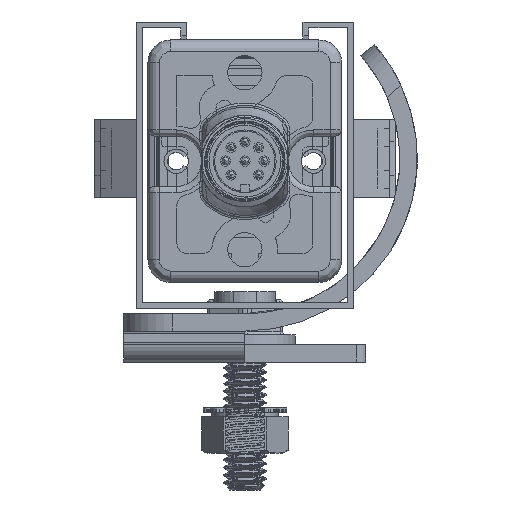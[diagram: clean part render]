
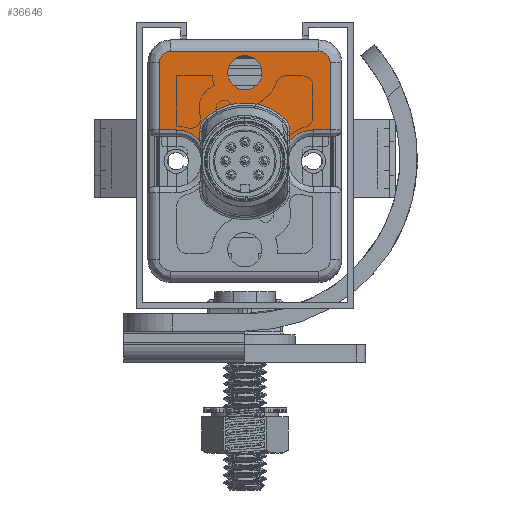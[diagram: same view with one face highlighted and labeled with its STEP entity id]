
A CAD part, front view. The second image highlights one B-rep face of the part: STEP entity #36646.
In plain terms, the highlighted planar face has unit normal (0, -1, 0).
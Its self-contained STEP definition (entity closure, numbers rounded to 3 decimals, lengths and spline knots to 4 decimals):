
#8523=CARTESIAN_POINT('',(0.1417,-55.2756,
0.7818));
#8524=DIRECTION('',(0.,1.,0.));
#8525=DIRECTION('',(0.673,0.,0.74));
#8526=AXIS2_PLACEMENT_3D('',#8523,#8524,#8525);
#8528=CARTESIAN_POINT('',(0.,-55.2756,0.626));
#8529=DIRECTION('',(0.,1.,0.));
#8530=DIRECTION('',(-0.673,0.,0.74));
#8531=AXIS2_PLACEMENT_3D('',#8528,#8529,#8530);
#8533=CARTESIAN_POINT('',(-0.1417,-55.2756,
0.7818));
#8534=DIRECTION('',(0.,1.,0.));
#8535=DIRECTION('',(-1.,0.,0.));
#8536=AXIS2_PLACEMENT_3D('',#8533,#8534,#8535);
#8538=DIRECTION('',(0.,0.,1.));
#8539=VECTOR('',#8538,0.0502);
#8540=CARTESIAN_POINT('',(-0.2323,-55.2756,
0.7316));
#8541=LINE('',#8540,#8539);
#8542=CARTESIAN_POINT('',(-0.3543,-55.2756,
0.626));
#8543=DIRECTION('',(0.,1.,0.));
#8544=DIRECTION('',(0.,0.,1.));
#8545=AXIS2_PLACEMENT_3D('',#8542,#8543,#8544);
#8547=DIRECTION('',(1.,0.,0.));
#8548=VECTOR('',#8547,0.0866);
#8549=CARTESIAN_POINT('',(-0.4409,-55.2756,
0.7874));
#8550=LINE('',#8549,#8548);
#8551=DIRECTION('',(0.,0.,-1.));
#8552=VECTOR('',#8551,0.3465);
#8553=CARTESIAN_POINT('',(-0.4409,-55.2756,
1.1339));
#8554=LINE('',#8553,#8552);
#8555=CARTESIAN_POINT('',(-0.3819,-55.2756,
1.1339));
#8556=DIRECTION('',(0.,-1.,0.));
#8557=DIRECTION('',(0.,0.,1.));
#8558=AXIS2_PLACEMENT_3D('',#8555,#8556,#8557);
#8560=DIRECTION('',(-1.,0.,0.));
#8561=VECTOR('',#8560,0.7638);
#8562=CARTESIAN_POINT('',(0.3819,-55.2756,
1.1929));
#8563=LINE('',#8562,#8561);
#8564=CARTESIAN_POINT('',(0.3819,-55.2756,
1.1339));
#8565=DIRECTION('',(0.,-1.,0.));
#8566=DIRECTION('',(1.,0.,0.));
#8567=AXIS2_PLACEMENT_3D('',#8564,#8565,#8566);
#8569=DIRECTION('',(0.,0.,1.));
#8570=VECTOR('',#8569,0.3465);
#8571=CARTESIAN_POINT('',(0.4409,-55.2756,
0.7874));
#8572=LINE('',#8571,#8570);
#8573=DIRECTION('',(1.,0.,0.));
#8574=VECTOR('',#8573,0.0866);
#8575=CARTESIAN_POINT('',(0.3543,-55.2756,
0.7874));
#8576=LINE('',#8575,#8574);
#8577=CARTESIAN_POINT('',(0.3543,-55.2756,
0.626));
#8578=DIRECTION('',(0.,1.,0.));
#8579=DIRECTION('',(-0.756,0.,0.654));
#8580=AXIS2_PLACEMENT_3D('',#8577,#8578,#8579);
#8582=DIRECTION('',(0.,0.,-1.));
#8583=VECTOR('',#8582,0.0502);
#8584=CARTESIAN_POINT('',(0.2323,-55.2756,
0.7818));
#8585=LINE('',#8584,#8583);
#8586=CARTESIAN_POINT('',(0.,-55.2756,1.0827));
#8587=DIRECTION('',(0.,-1.,0.));
#8588=DIRECTION('',(1.,0.,0.));
#8589=AXIS2_PLACEMENT_3D('',#8586,#8587,#8588);
#8591=CARTESIAN_POINT('',(0.,-55.2756,1.0827));
#8592=DIRECTION('',(0.,-1.,0.));
#8593=DIRECTION('',(-1.,0.,0.));
#8594=AXIS2_PLACEMENT_3D('',#8591,#8592,#8593);
#8869=CARTESIAN_POINT('',(-0.2323,-55.2756,
0.7316));
#25455=CARTESIAN_POINT('',(-0.3819,-55.2756,
1.1929));
#25456=CARTESIAN_POINT('',(-0.4409,-55.2756,
1.1339));
#25457=VERTEX_POINT('',#25455);
#25458=VERTEX_POINT('',#25456);
#25463=CARTESIAN_POINT('',(0.3819,-55.2756,
1.1929));
#25464=VERTEX_POINT('',#25463);
#25467=CARTESIAN_POINT('',(0.4409,-55.2756,
1.1339));
#25468=VERTEX_POINT('',#25467);
#25511=CARTESIAN_POINT('',(0.4409,-55.2756,
0.7874));
#25512=VERTEX_POINT('',#25511);
#25515=CARTESIAN_POINT('',(0.3543,-55.2756,
0.7874));
#25516=VERTEX_POINT('',#25515);
#25543=CARTESIAN_POINT('',(-0.4409,-55.2756,
0.7874));
#25544=VERTEX_POINT('',#25543);
#25547=CARTESIAN_POINT('',(-0.3543,-55.2756,
0.7874));
#25548=VERTEX_POINT('',#25547);
#25579=CARTESIAN_POINT('',(0.2027,-55.2756,
0.8488));
#25580=CARTESIAN_POINT('',(0.2323,-55.2756,
0.7818));
#25581=VERTEX_POINT('',#25579);
#25582=VERTEX_POINT('',#25580);
#25585=CARTESIAN_POINT('',(0.2323,-55.2756,
0.7316));
#25586=VERTEX_POINT('',#25585);
#25610=VERTEX_POINT('',#8869);
#25613=CARTESIAN_POINT('',(-0.2323,-55.2756,
0.7818));
#25614=VERTEX_POINT('',#25613);
#25617=CARTESIAN_POINT('',(-0.2027,-55.2756,
0.8488));
#25618=VERTEX_POINT('',#25617);
#25627=CARTESIAN_POINT('',(0.0885,-55.2756,1.0827));
#25628=CARTESIAN_POINT('',(-0.0885,-55.2756,1.0827));
#25629=VERTEX_POINT('',#25627);
#25630=VERTEX_POINT('',#25628);
#36607=CARTESIAN_POINT('',(0.,-55.2756,0.));
#36608=DIRECTION('',(0.,-1.,0.));
#36609=DIRECTION('',(1.,0.,0.));
#36610=AXIS2_PLACEMENT_3D('',#36607,#36608,#36609);
#36611=PLANE('',#36610);
#36613=ORIENTED_EDGE('',*,*,#36612,.F.);
#36615=ORIENTED_EDGE('',*,*,#36614,.F.);
#36617=ORIENTED_EDGE('',*,*,#36616,.F.);
#36619=ORIENTED_EDGE('',*,*,#36618,.F.);
#36621=ORIENTED_EDGE('',*,*,#36620,.F.);
#36623=ORIENTED_EDGE('',*,*,#36622,.F.);
#36625=ORIENTED_EDGE('',*,*,#36624,.F.);
#36627=ORIENTED_EDGE('',*,*,#36626,.F.);
#36629=ORIENTED_EDGE('',*,*,#36628,.F.);
#36630=ORIENTED_EDGE('',*,*,#36597,.F.);
#36632=ORIENTED_EDGE('',*,*,#36631,.F.);
#36634=ORIENTED_EDGE('',*,*,#36633,.F.);
#36635=ORIENTED_EDGE('',*,*,#33728,.F.);
#36637=ORIENTED_EDGE('',*,*,#36636,.F.);
#36638=EDGE_LOOP('',(#36613,#36615,#36617,#36619,#36621,#36623,#36625,#36627,
#36629,#36630,#36632,#36634,#36635,#36637));
#36639=FACE_OUTER_BOUND('',#36638,.F.);
#36641=ORIENTED_EDGE('',*,*,#36640,.T.);
#36643=ORIENTED_EDGE('',*,*,#36642,.T.);
#36644=EDGE_LOOP('',(#36641,#36643));
#36645=FACE_BOUND('',#36644,.F.);
#36646=ADVANCED_FACE('',(#36639,#36645),#36611,.T.);
#8527=CIRCLE('',#8526,0.0906);
#8532=CIRCLE('',#8531,0.3012);
#8537=CIRCLE('',#8536,0.0906);
#8546=CIRCLE('',#8545,0.1614);
#8559=CIRCLE('',#8558,0.0591);
#8568=CIRCLE('',#8567,0.0591);
#8581=CIRCLE('',#8580,0.1614);
#8590=CIRCLE('',#8589,0.0885);
#8595=CIRCLE('',#8594,0.0885);
#33728=EDGE_CURVE('',#25586,#25516,#8581,.T.);
#36597=EDGE_CURVE('',#25468,#25464,#8568,.T.);
#36612=EDGE_CURVE('',#25581,#25582,#8527,.T.);
#36614=EDGE_CURVE('',#25618,#25581,#8532,.T.);
#36616=EDGE_CURVE('',#25614,#25618,#8537,.T.);
#36618=EDGE_CURVE('',#25610,#25614,#8541,.T.);
#36620=EDGE_CURVE('',#25548,#25610,#8546,.T.);
#36622=EDGE_CURVE('',#25544,#25548,#8550,.T.);
#36624=EDGE_CURVE('',#25458,#25544,#8554,.T.);
#36626=EDGE_CURVE('',#25457,#25458,#8559,.T.);
#36628=EDGE_CURVE('',#25464,#25457,#8563,.T.);
#36631=EDGE_CURVE('',#25512,#25468,#8572,.T.);
#36633=EDGE_CURVE('',#25516,#25512,#8576,.T.);
#36636=EDGE_CURVE('',#25582,#25586,#8585,.T.);
#36640=EDGE_CURVE('',#25629,#25630,#8590,.T.);
#36642=EDGE_CURVE('',#25630,#25629,#8595,.T.);
